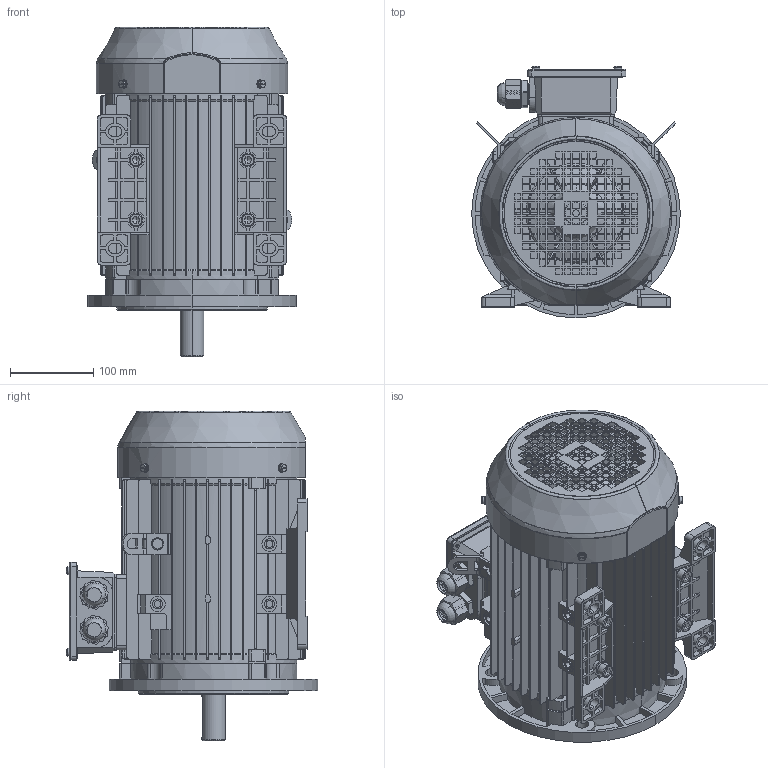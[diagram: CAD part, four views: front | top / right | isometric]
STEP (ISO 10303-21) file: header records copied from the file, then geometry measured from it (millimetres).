
FILE_DESCRIPTION (( 'STEP AP203' ), '1' );
FILE_NAME ('JL3-112-B35.step', '2018-12-14T08:51:55', ( '' ), ( '' ), 'SwSTEP 2.0', 'SolidWorks 2018', '' );
FILE_SCHEMA (( 'CONFIG_CONTROL_DESIGN' ));
Length unit declared in the file: millimetre
Products named in the file (1): JL3-112-B35
Bounding box: 250 x 301.65 x 395 mm (x, y, z)
Volume: 3009886.6 mm3; surface area: 1317283.7 mm2
Topology: 56 solids, 56 shells, 4191 faces, 11630 edges, 7662 vertices
Faces by surface type: plane 1929, cylinder 1766, cone 238, bspline 230, torus 20, sphere 8
Entity records: 167048 total; most frequent: CARTESIAN_POINT 58466, ORIENTED_EDGE 23216, DIRECTION 22306, EDGE_CURVE 11608, AXIS2_PLACEMENT_3D 7924, VERTEX_POINT 7658, VECTOR 6458, LINE 6458
